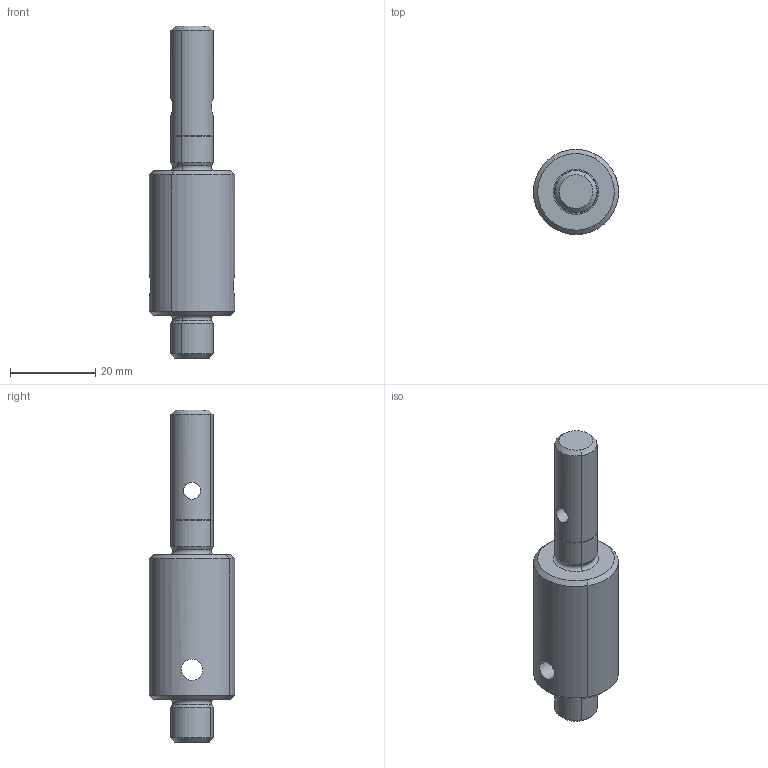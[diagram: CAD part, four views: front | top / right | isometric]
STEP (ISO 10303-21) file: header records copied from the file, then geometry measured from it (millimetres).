
FILE_DESCRIPTION(('CATIA V5 STEP Exchange'),'2;1');
FILE_NAME('EOLX1.1-D-120-003_A.stp','2020-01-30T22:00:15+00:00',('none'),('none'),'CATIA Version 5 Release 21 GA (IN-10)','CATIA V5 STEP AP203','none');
FILE_SCHEMA(('CONFIG_CONTROL_DESIGN'));
Length unit declared in the file: millimetre
Products named in the file (1): EOLX1.1-D-120-003_A
Bounding box: 20 x 19.99 x 78 mm (x, y, z)
Volume: 13460.2 mm3; surface area: 4394.5 mm2
Topology: 1 solids, 1 shells, 34 faces, 70 edges, 40 vertices
Faces by surface type: cone 12, cylinder 12, torus 6, plane 4
Entity records: 920 total; most frequent: CARTESIAN_POINT 241, ORIENTED_EDGE 140, DIRECTION 98, EDGE_CURVE 70, AXIS2_PLACEMENT_3D 57, EDGE_LOOP 40, VERTEX_POINT 40, CIRCLE 38
